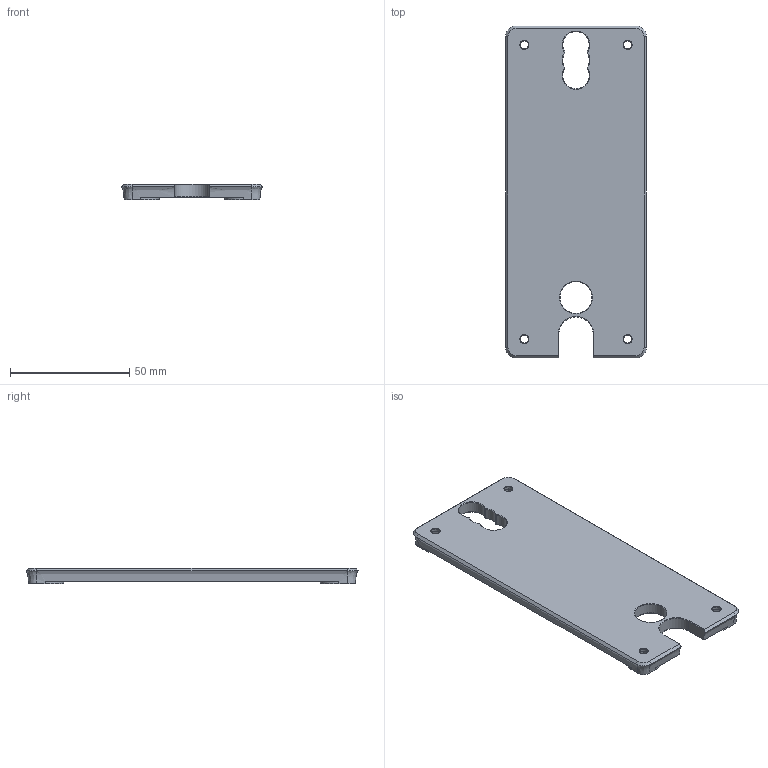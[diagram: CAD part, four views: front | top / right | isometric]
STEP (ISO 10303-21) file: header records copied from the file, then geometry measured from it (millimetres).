
FILE_DESCRIPTION(/* description */ (''),/* implementation_level */ '2;1');
FILE_NAME(/* name */ 'bottom_cover.step',/* time_stamp */ '2025-11-21T19:37:57Z',/* author */ (''),/* organization */ (''),/* preprocessor_version */ 'ST-DEVELOPER v20.1',/* originating_system */ 'Autodesk Translation Framework v14.21.0.0',/* authorisation */ '');
FILE_SCHEMA (('AUTOMOTIVE_DESIGN { 1 0 10303 214 3 1 1 }'));
Length unit declared in the file: millimetre
Products named in the file (2): Teaspoon Telegraph V7; Bottom cover V5
Assembly tree (1 placements, depth 2):
  Teaspoon Telegraph V7
    Bottom cover V5
Bounding box: 59 x 139 x 6.3 mm (x, y, z)
Volume: 39014.4 mm3; surface area: 17918.3 mm2
Topology: 1 solids, 1 shells, 164 faces, 374 edges, 216 vertices
Faces by surface type: plane 97, cone 36, cylinder 22, bspline 9
Full cylindrical faces by diameter (mm): 3.4 x4, 13.12 x4, 13.37 x1
Entity records: 5008 total; most frequent: CARTESIAN_POINT 1343, ORIENTED_EDGE 740, DIRECTION 739, EDGE_CURVE 370, LINE 259, VECTOR 259, AXIS2_PLACEMENT_3D 240, VERTEX_POINT 216
